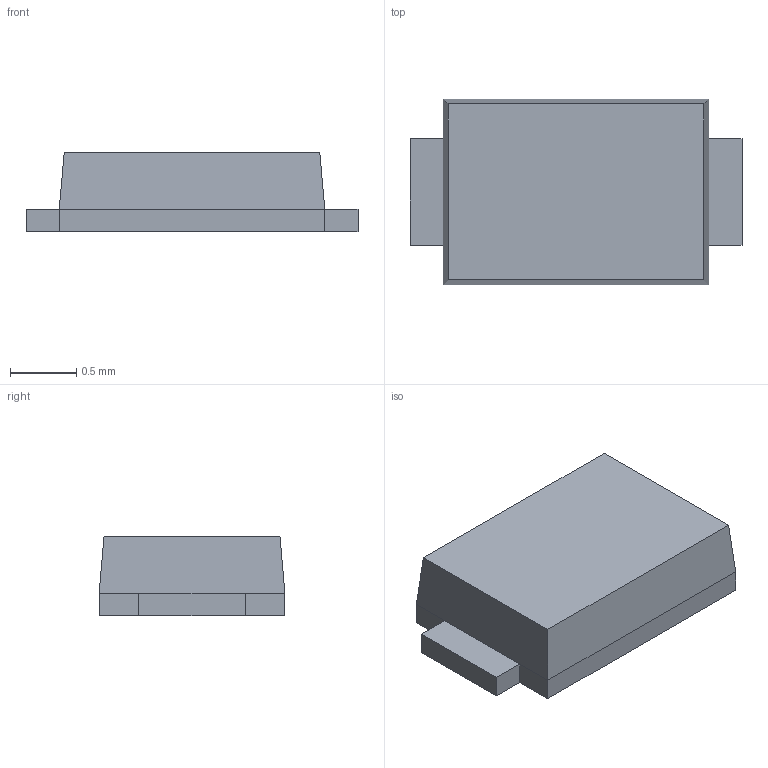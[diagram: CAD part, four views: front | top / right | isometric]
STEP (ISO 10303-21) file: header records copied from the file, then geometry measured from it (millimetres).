
FILE_DESCRIPTION(('STEP AP214'),'1');
FILE_NAME('US2H.stp','2019-02-17T22:06:47',(' '),(' '),'Spatial InterOp 3D',' ',' ');
FILE_SCHEMA(('AUTOMOTIVE_DESIGN { 1 0 10303 214 1 1 1 1 }'));
Length unit declared in the file: metre
Products named in the file (4): US2H; Component1; Component2; Component3
Assembly tree (3 placements, depth 2):
  US2H
    Component1
    Component2
    Component3
Bounding box: 2.5 x 1.4 x 0.6 mm (x, y, z)
Volume: 1.7 mm3; surface area: 14.6 mm2
Topology: 3 solids, 3 shells, 40 faces, 94 edges, 60 vertices
Faces by surface type: plane 40
Entity records: 1544 total; most frequent: CARTESIAN_POINT 198, ORIENTED_EDGE 188, DIRECTION 182, EDGE_CURVE 94, LINE 94, VECTOR 94, VERTEX_POINT 60, AXIS2_PLACEMENT_3D 44
